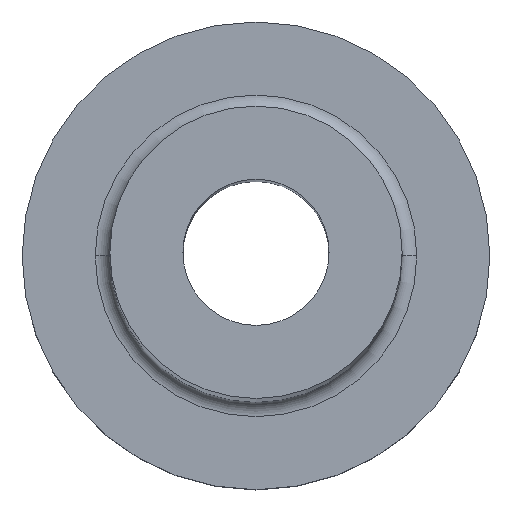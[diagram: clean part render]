
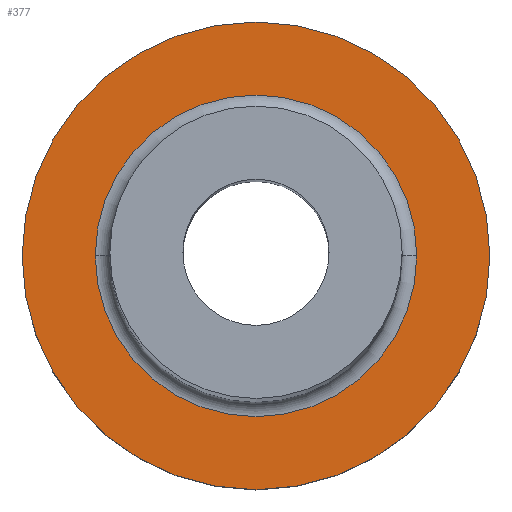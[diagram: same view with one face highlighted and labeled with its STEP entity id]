
A CAD part, top view. The second image highlights one B-rep face of the part: STEP entity #377.
In plain terms, the highlighted planar face has unit normal (0, 0, 1).
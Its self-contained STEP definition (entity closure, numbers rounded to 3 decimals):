
#2 = FACE_OUTER_BOUND ( 'NONE', #140, .T. ) ;
#6 = AXIS2_PLACEMENT_3D ( 'NONE', #218, #280, #68 ) ;
#13 = EDGE_CURVE ( 'NONE', #135, #170, #177, .T. ) ;
#31 = AXIS2_PLACEMENT_3D ( 'NONE', #343, #40, #347 ) ;
#40 = DIRECTION ( 'NONE',  ( 0., 0., 1. ) ) ;
#49 = CIRCLE ( 'NONE', #143, 5.5 ) ;
#68 = DIRECTION ( 'NONE',  ( 1., 0., 0. ) ) ;
#69 = DIRECTION ( 'NONE',  ( 0., 0., 1. ) ) ;
#74 = DIRECTION ( 'NONE',  ( 1., 0., 0. ) ) ;
#91 = ORIENTED_EDGE ( 'NONE', *, *, #100, .T. ) ;
#99 = ORIENTED_EDGE ( 'NONE', *, *, #226, .T. ) ;
#100 = EDGE_CURVE ( 'NONE', #170, #135, #49, .T. ) ;
#110 = CARTESIAN_POINT ( 'NONE',  ( -8., 0., 5. ) ) ;
#116 = DIRECTION ( 'NONE',  ( 1., 0., 0. ) ) ;
#131 = DIRECTION ( 'NONE',  ( 0., 0., -1. ) ) ;
#135 = VERTEX_POINT ( 'NONE', #181 ) ;
#140 = EDGE_LOOP ( 'NONE', ( #99, #195 ) ) ;
#143 = AXIS2_PLACEMENT_3D ( 'NONE', #451, #131, #116 ) ;
#149 = PLANE ( 'NONE',  #6 ) ;
#170 = VERTEX_POINT ( 'NONE', #247 ) ;
#175 = FACE_BOUND ( 'NONE', #266, .T. ) ;
#177 = CIRCLE ( 'NONE', #385, 5.5 ) ;
#181 = CARTESIAN_POINT ( 'NONE',  ( -5.5, 0., 5. ) ) ;
#195 = ORIENTED_EDGE ( 'NONE', *, *, #199, .T. ) ;
#199 = EDGE_CURVE ( 'NONE', #305, #262, #429, .T. ) ;
#218 = CARTESIAN_POINT ( 'NONE',  ( 0., 0., 5. ) ) ;
#226 = EDGE_CURVE ( 'NONE', #262, #305, #446, .T. ) ;
#247 = CARTESIAN_POINT ( 'NONE',  ( 5.5, 0., 5. ) ) ;
#253 = CARTESIAN_POINT ( 'NONE',  ( 8., 0., 5. ) ) ;
#262 = VERTEX_POINT ( 'NONE', #110 ) ;
#266 = EDGE_LOOP ( 'NONE', ( #91, #376 ) ) ;
#280 = DIRECTION ( 'NONE',  ( 0., 0., 1. ) ) ;
#282 = CARTESIAN_POINT ( 'NONE',  ( 0., 0., 5. ) ) ;
#305 = VERTEX_POINT ( 'NONE', #253 ) ;
#343 = CARTESIAN_POINT ( 'NONE',  ( 0., 0., 5. ) ) ;
#347 = DIRECTION ( 'NONE',  ( 1., 0., 0. ) ) ;
#357 = DIRECTION ( 'NONE',  ( 0., 0., -1. ) ) ;
#376 = ORIENTED_EDGE ( 'NONE', *, *, #13, .T. ) ;
#377 = ADVANCED_FACE ( 'NONE', ( #175, #2 ), #149, .T. ) ;
#385 = AXIS2_PLACEMENT_3D ( 'NONE', #282, #357, #437 ) ;
#407 = AXIS2_PLACEMENT_3D ( 'NONE', #423, #69, #74 ) ;
#423 = CARTESIAN_POINT ( 'NONE',  ( 0., 0., 5. ) ) ;
#429 = CIRCLE ( 'NONE', #31, 8. ) ;
#437 = DIRECTION ( 'NONE',  ( 1., 0., 0. ) ) ;
#446 = CIRCLE ( 'NONE', #407, 8. ) ;
#451 = CARTESIAN_POINT ( 'NONE',  ( 0., 0., 5. ) ) ;
